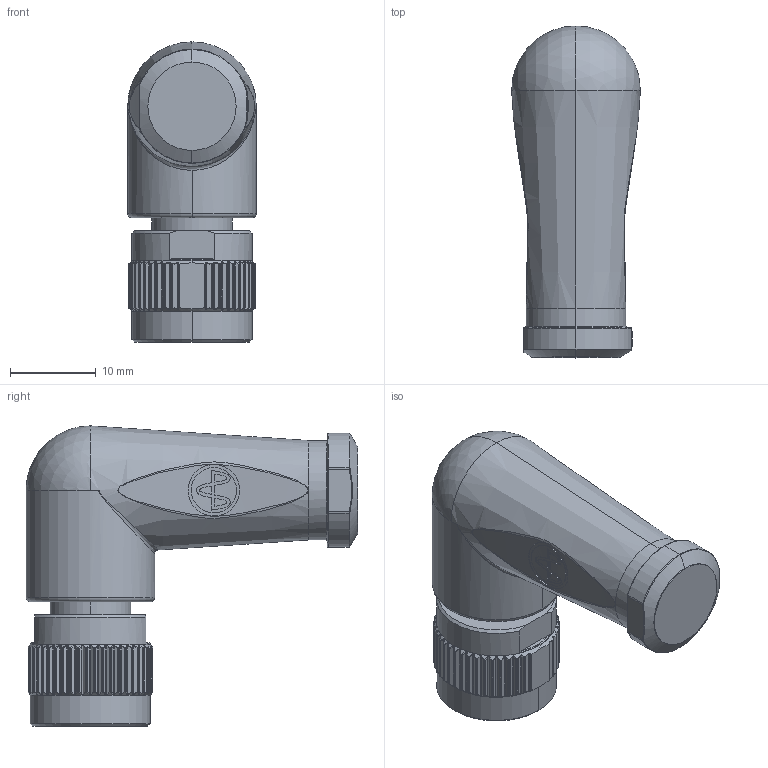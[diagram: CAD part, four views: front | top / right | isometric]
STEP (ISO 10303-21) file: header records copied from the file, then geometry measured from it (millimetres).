
FILE_DESCRIPTION (( 'STEP AP214' ), '1' );
FILE_NAME ('Customer-BB2096A0200-M12FA_8A_Yamaichi.STEP', '2020-09-30T15:46:30', ( '' ), ( '' ), 'SwSTEP 2.0', 'SolidWorks 2018', '' );
FILE_SCHEMA (( 'AUTOMOTIVE_DESIGN' ));
Length unit declared in the file: millimetre
Products named in the file (1): Customer-BB2096A0200-M12FA_8A_Yamaichi
Bounding box: 15 x 38.7 x 35 mm (x, y, z)
Volume: 8031.4 mm3; surface area: 3836.1 mm2
Topology: 1 solids, 1 shells, 978 faces, 2251 edges, 1239 vertices
Faces by surface type: bspline 306, cylinder 236, sphere 162, plane 137, torus 101, cone 36
Entity records: 46885 total; most frequent: CARTESIAN_POINT 16755, ORIENTED_EDGE 4282, DIRECTION 3800, EDGE_CURVE 2141, AXIS2_PLACEMENT_3D 1666, VERTEX_POINT 1191, EDGE_LOOP 1004, CIRCLE 993
